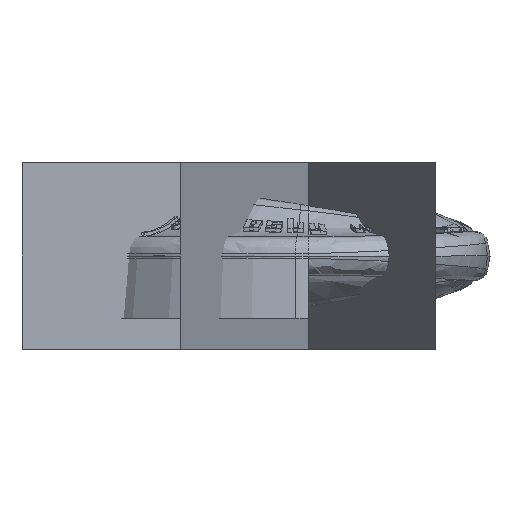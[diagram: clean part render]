
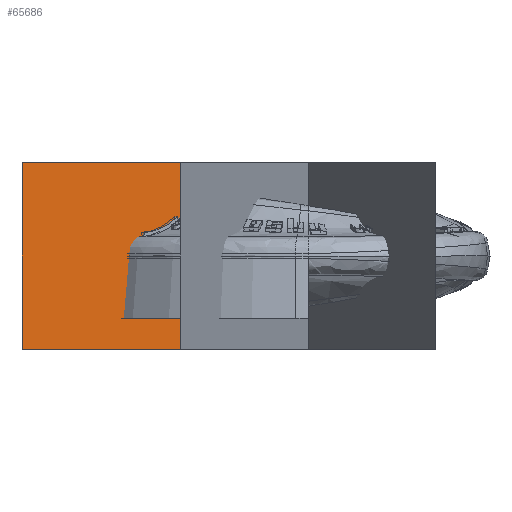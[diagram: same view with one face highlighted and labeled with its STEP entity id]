
A CAD part, front view. The second image highlights one B-rep face of the part: STEP entity #65686.
In plain terms, the highlighted planar face has unit normal (-0.707, 0.707, 0).
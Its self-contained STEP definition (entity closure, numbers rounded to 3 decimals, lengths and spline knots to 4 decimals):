
#65635=DIRECTION('',(-0.707,-0.707,0.));
#65636=VECTOR('',#65635,3.25);
#65637=CARTESIAN_POINT('',(0.06,-1.4054,0.75));
#65638=LINE('',#65637,#65636);
#65642=DIRECTION('',(0.,0.,-1.));
#65643=VECTOR('',#65642,1.5);
#65644=CARTESIAN_POINT('',(-2.2381,-3.7035,0.75));
#65645=LINE('',#65644,#65643);
#65649=DIRECTION('',(0.707,0.707,0.));
#65650=VECTOR('',#65649,3.25);
#65651=CARTESIAN_POINT('',(-2.2381,-3.7035,-0.75));
#65652=LINE('',#65651,#65650);
#65656=DIRECTION('',(0.,0.,1.));
#65657=VECTOR('',#65656,1.5);
#65658=CARTESIAN_POINT('',(0.06,-1.4054,-0.75));
#65659=LINE('',#65658,#65657);
#65663=CARTESIAN_POINT('',(0.06,-1.4054,0.75));
#65664=CARTESIAN_POINT('',(-2.2381,-3.7035,0.75));
#65665=VERTEX_POINT('',#65663);
#65666=VERTEX_POINT('',#65664);
#65667=CARTESIAN_POINT('',(0.06,-1.4054,-0.75));
#65668=CARTESIAN_POINT('',(-2.2381,-3.7035,-0.75));
#65669=VERTEX_POINT('',#65667);
#65670=VERTEX_POINT('',#65668);
#65671=CARTESIAN_POINT('',(0.06,-1.4054,0.75));
#65672=DIRECTION('',(-0.707,0.707,0.));
#65673=DIRECTION('',(-0.707,-0.707,0.));
#65674=AXIS2_PLACEMENT_3D('',#65671,#65672,#65673);
#65675=PLANE('',#65674);
#65677=ORIENTED_EDGE('',*,*,#65676,.T.);
#65679=ORIENTED_EDGE('',*,*,#65678,.T.);
#65681=ORIENTED_EDGE('',*,*,#65680,.T.);
#65683=ORIENTED_EDGE('',*,*,#65682,.T.);
#65684=EDGE_LOOP('',(#65677,#65679,#65681,#65683));
#65685=FACE_OUTER_BOUND('',#65684,.F.);
#65676=EDGE_CURVE('',#65665,#65666,#65638,.T.);
#65678=EDGE_CURVE('',#65666,#65670,#65645,.T.);
#65680=EDGE_CURVE('',#65670,#65669,#65652,.T.);
#65682=EDGE_CURVE('',#65669,#65665,#65659,.T.);
#65686=ADVANCED_FACE('',(#65685),#65675,.T.);
